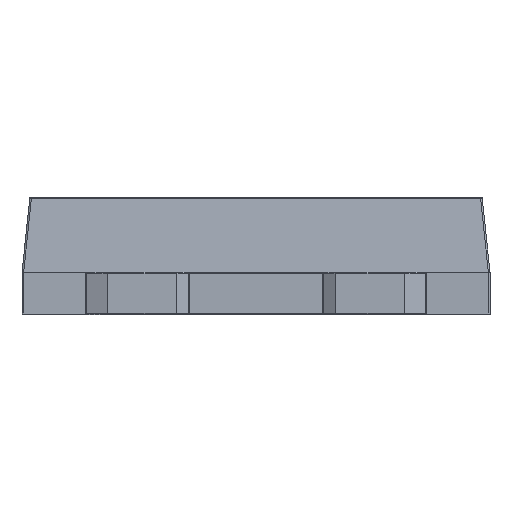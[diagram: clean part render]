
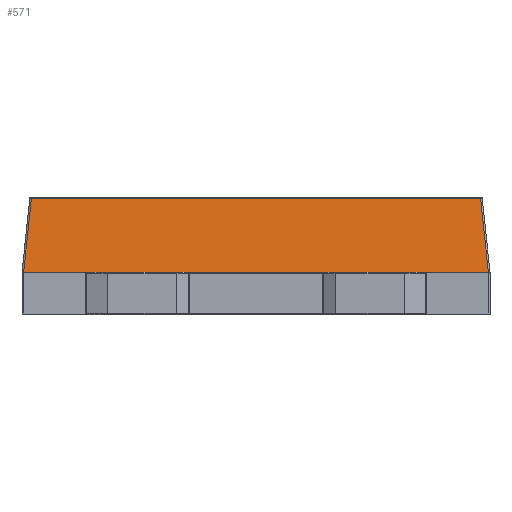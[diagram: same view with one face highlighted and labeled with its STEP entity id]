
A CAD part, top view. The second image highlights one B-rep face of the part: STEP entity #571.
In plain terms, the highlighted planar face has unit normal (0, 0.104, 0.995).
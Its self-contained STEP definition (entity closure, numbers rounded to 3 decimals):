
#68 = ORIENTED_EDGE ( 'NONE', *, *, #1833, .T. ) ;
#109 = VECTOR ( 'NONE', #6133, 1000. ) ;
#342 = LINE ( 'NONE', #956, #6143 ) ;
#509 = CARTESIAN_POINT ( 'NONE',  ( -1.4, 0.25, 1.6 ) ) ;
#538 = LINE ( 'NONE', #3973, #2991 ) ;
#571 = ADVANCED_FACE ( 'NONE', ( #6293 ), #1755, .T. ) ;
#616 = LINE ( 'NONE', #2735, #877 ) ;
#694 = ORIENTED_EDGE ( 'NONE', *, *, #5083, .T. ) ;
#750 = LINE ( 'NONE', #5702, #1180 ) ;
#877 = VECTOR ( 'NONE', #2635, 1000. ) ;
#956 = CARTESIAN_POINT ( 'NONE',  ( 1.36, 0.537, 1.57 ) ) ;
#1031 = EDGE_CURVE ( 'NONE', #1559, #1476, #3027, .T. ) ;
#1180 = VECTOR ( 'NONE', #2703, 1000. ) ;
#1476 = VERTEX_POINT ( 'NONE', #3745 ) ;
#1488 = ORIENTED_EDGE ( 'NONE', *, *, #3756, .T. ) ;
#1496 = VERTEX_POINT ( 'NONE', #6295 ) ;
#1522 = CARTESIAN_POINT ( 'NONE',  ( 1.018, 0.25, 1.6 ) ) ;
#1559 = VERTEX_POINT ( 'NONE', #5956 ) ;
#1613 = ORIENTED_EDGE ( 'NONE', *, *, #4916, .T. ) ;
#1658 = CARTESIAN_POINT ( 'NONE',  ( -1.39, 0.25, 1.6 ) ) ;
#1755 = PLANE ( 'NONE',  #2746 ) ;
#1783 = VECTOR ( 'NONE', #2214, 1000. ) ;
#1833 = EDGE_CURVE ( 'NONE', #2646, #1559, #2251, .T. ) ;
#1914 = LINE ( 'NONE', #2545, #5291 ) ;
#2214 = DIRECTION ( 'NONE',  ( 1., 0., 0. ) ) ;
#2251 = LINE ( 'NONE', #2718, #1783 ) ;
#2545 = CARTESIAN_POINT ( 'NONE',  ( -1.4, 0.25, 1.6 ) ) ;
#2559 = ORIENTED_EDGE ( 'NONE', *, *, #3274, .T. ) ;
#2635 = DIRECTION ( 'NONE',  ( 1., 0., 0. ) ) ;
#2646 = VERTEX_POINT ( 'NONE', #1522 ) ;
#2703 = DIRECTION ( 'NONE',  ( -0.104, -0.989, 0.104 ) ) ;
#2718 = CARTESIAN_POINT ( 'NONE',  ( -1.4, 0.25, 1.6 ) ) ;
#2735 = CARTESIAN_POINT ( 'NONE',  ( -1.4, 0.25, 1.6 ) ) ;
#2746 = AXIS2_PLACEMENT_3D ( 'NONE', #5823, #3838, #3769 ) ;
#2935 = VERTEX_POINT ( 'NONE', #3513 ) ;
#2991 = VECTOR ( 'NONE', #3023, 1000. ) ;
#3023 = DIRECTION ( 'NONE',  ( -1., 0., 0. ) ) ;
#3027 = LINE ( 'NONE', #509, #109 ) ;
#3274 = EDGE_CURVE ( 'NONE', #4820, #5115, #1914, .T. ) ;
#3394 = EDGE_LOOP ( 'NONE', ( #6094, #1488, #694, #3552, #1613, #2559, #5416, #68 ) ) ;
#3513 = CARTESIAN_POINT ( 'NONE',  ( 1.344, 0.691, 1.554 ) ) ;
#3529 = VECTOR ( 'NONE', #4052, 1000. ) ;
#3536 = DIRECTION ( 'NONE',  ( 1., 0., 0. ) ) ;
#3552 = ORIENTED_EDGE ( 'NONE', *, *, #4836, .T. ) ;
#3745 = CARTESIAN_POINT ( 'NONE',  ( 1.39, 0.25, 1.6 ) ) ;
#3756 = EDGE_CURVE ( 'NONE', #1476, #2935, #342, .T. ) ;
#3769 = DIRECTION ( 'NONE',  ( 0., -0.995, 0.105 ) ) ;
#3838 = DIRECTION ( 'NONE',  ( 0., 0.105, 0.995 ) ) ;
#3965 = DIRECTION ( 'NONE',  ( -0.104, 0.989, -0.104 ) ) ;
#3973 = CARTESIAN_POINT ( 'NONE',  ( -1.353, 0.691, 1.554 ) ) ;
#4052 = DIRECTION ( 'NONE',  ( 1., 0., 0. ) ) ;
#4080 = LINE ( 'NONE', #5539, #3529 ) ;
#4776 = CARTESIAN_POINT ( 'NONE',  ( -1.39, 0.25, 1.6 ) ) ;
#4820 = VERTEX_POINT ( 'NONE', #4776 ) ;
#4836 = EDGE_CURVE ( 'NONE', #1496, #6298, #750, .T. ) ;
#4916 = EDGE_CURVE ( 'NONE', #6298, #4820, #616, .T. ) ;
#5083 = EDGE_CURVE ( 'NONE', #2935, #1496, #538, .T. ) ;
#5115 = VERTEX_POINT ( 'NONE', #6031 ) ;
#5291 = VECTOR ( 'NONE', #3536, 1000. ) ;
#5416 = ORIENTED_EDGE ( 'NONE', *, *, #5824, .T. ) ;
#5539 = CARTESIAN_POINT ( 'NONE',  ( -1.4, 0.25, 1.6 ) ) ;
#5702 = CARTESIAN_POINT ( 'NONE',  ( -1.39, 0.249, 1.6 ) ) ;
#5823 = CARTESIAN_POINT ( 'NONE',  ( -1.4, 0.25, 1.6 ) ) ;
#5824 = EDGE_CURVE ( 'NONE', #5115, #2646, #4080, .T. ) ;
#5956 = CARTESIAN_POINT ( 'NONE',  ( 1.39, 0.25, 1.6 ) ) ;
#6031 = CARTESIAN_POINT ( 'NONE',  ( -1.018, 0.25, 1.6 ) ) ;
#6094 = ORIENTED_EDGE ( 'NONE', *, *, #1031, .T. ) ;
#6133 = DIRECTION ( 'NONE',  ( 1., 0., 0. ) ) ;
#6143 = VECTOR ( 'NONE', #3965, 1000. ) ;
#6293 = FACE_OUTER_BOUND ( 'NONE', #3394, .T. ) ;
#6295 = CARTESIAN_POINT ( 'NONE',  ( -1.344, 0.691, 1.554 ) ) ;
#6298 = VERTEX_POINT ( 'NONE', #1658 ) ;
